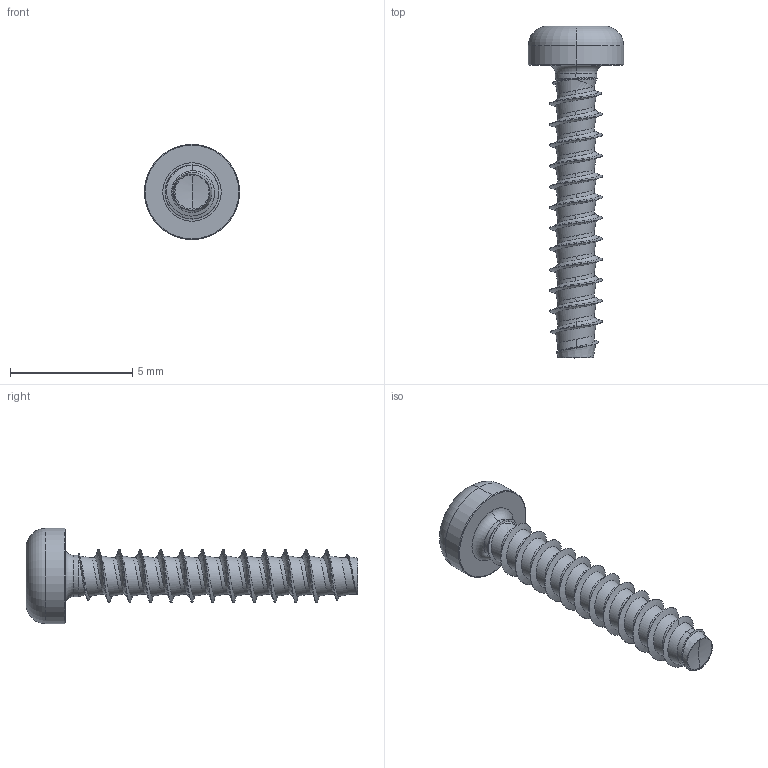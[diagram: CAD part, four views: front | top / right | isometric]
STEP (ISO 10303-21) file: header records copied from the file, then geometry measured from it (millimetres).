
FILE_DESCRIPTION (( 'STEP AP203' ), '1' );
FILE_NAME ('STP390220120.STEP', '2017-08-15T19:13:49', ( '' ), ( '' ), 'SwSTEP 2.0', 'SolidWorks 2015', '' );
FILE_SCHEMA (( 'CONFIG_CONTROL_DESIGN' ));
Length unit declared in the file: millimetre
Products named in the file (1): STP390220120
Bounding box: 3.9 x 13.6 x 3.9 mm (x, y, z)
Volume: 41.4 mm3; surface area: 136.8 mm2
Topology: 1 solids, 1 shells, 108 faces, 272 edges, 166 vertices
Faces by surface type: cylinder 51, bspline 35, cone 10, torus 6, sphere 4, plane 2
Entity records: 19865 total; most frequent: CARTESIAN_POINT 17622, ORIENTED_EDGE 540, DIRECTION 333, EDGE_CURVE 270, VERTEX_POINT 166, AXIS2_PLACEMENT_3D 134, B_SPLINE_CURVE_WITH_KNOTS 118, EDGE_LOOP 110
